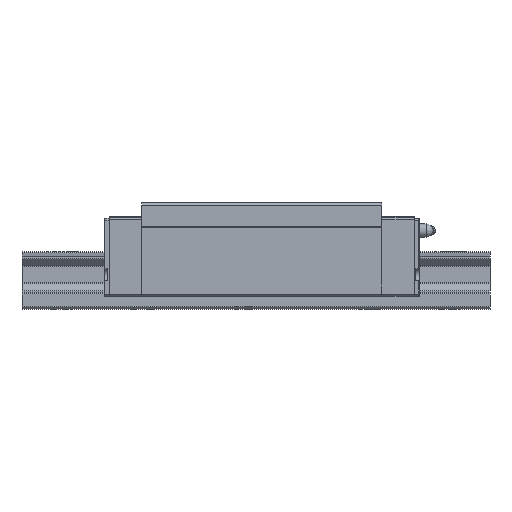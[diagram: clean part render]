
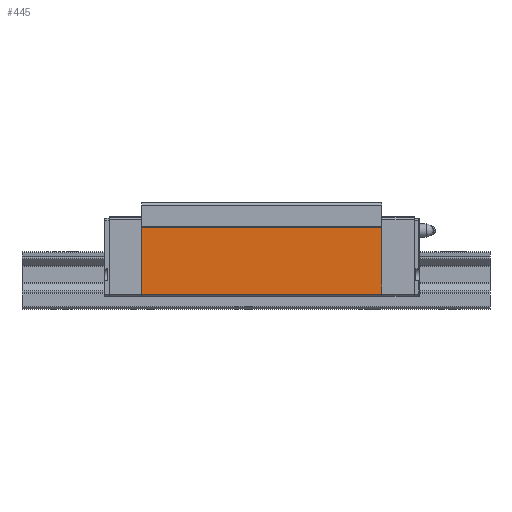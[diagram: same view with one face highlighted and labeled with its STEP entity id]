
A CAD part, left-side view. The second image highlights one B-rep face of the part: STEP entity #445.
In plain terms, the highlighted planar face has unit normal (-1, 0, 0).
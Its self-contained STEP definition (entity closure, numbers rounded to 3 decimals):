
#445=ADVANCED_FACE('',(#1524),#1525,.T.);
#1524=FACE_OUTER_BOUND('',#3541,.T.);
#1525=PLANE('',#3542);
#3541=EDGE_LOOP('',(#6094,#6095,#6096,#6097));
#3542=AXIS2_PLACEMENT_3D('',#6098,#6099,#6100);
#6094=ORIENTED_EDGE('',*,*,#13634,.T.);
#6095=ORIENTED_EDGE('',*,*,#13583,.F.);
#6096=ORIENTED_EDGE('',*,*,#13617,.F.);
#6097=ORIENTED_EDGE('',*,*,#13553,.T.);
#6098=CARTESIAN_POINT('',(-49.5,0.,11.5));
#6099=DIRECTION('',(-1.0,0.0,0.0));
#6100=DIRECTION('',(0.0,0.0,1.0));
#13553=EDGE_CURVE('',#16168,#16166,#16169,.T.);
#13583=EDGE_CURVE('',#16213,#16215,#16216,.T.);
#13617=EDGE_CURVE('',#16168,#16213,#16277,.T.);
#13634=EDGE_CURVE('',#16166,#16215,#16294,.T.);
#16166=VERTEX_POINT('',#20324);
#16168=VERTEX_POINT('',#20327);
#16169=LINE('',#20328,#20329);
#16213=VERTEX_POINT('',#20396);
#16215=VERTEX_POINT('',#20399);
#16216=LINE('',#20400,#20401);
#16277=LINE('',#20490,#20491);
#16294=LINE('',#20522,#20523);
#20324=CARTESIAN_POINT('',(-49.5,0.,61.5));
#20327=CARTESIAN_POINT('',(-49.5,0.,11.5));
#20328=CARTESIAN_POINT('',(-49.5,0.,11.5));
#20329=VECTOR('',#26633,1000.0);
#20396=CARTESIAN_POINT('',(-49.5,179.5,11.5));
#20399=CARTESIAN_POINT('',(-49.5,179.5,61.5));
#20400=CARTESIAN_POINT('',(-49.5,179.5,11.5));
#20401=VECTOR('',#26673,1000.0);
#20490=CARTESIAN_POINT('',(-49.5,0.,11.5));
#20491=VECTOR('',#26717,1000.0);
#20522=CARTESIAN_POINT('',(-49.5,0.,61.5));
#20523=VECTOR('',#26738,1000.0);
#26633=DIRECTION('',(0.0,0.0,1.0));
#26673=DIRECTION('',(0.0,0.0,1.0));
#26717=DIRECTION('',(0.0,1.0,0.0));
#26738=DIRECTION('',(0.0,1.0,0.0));
